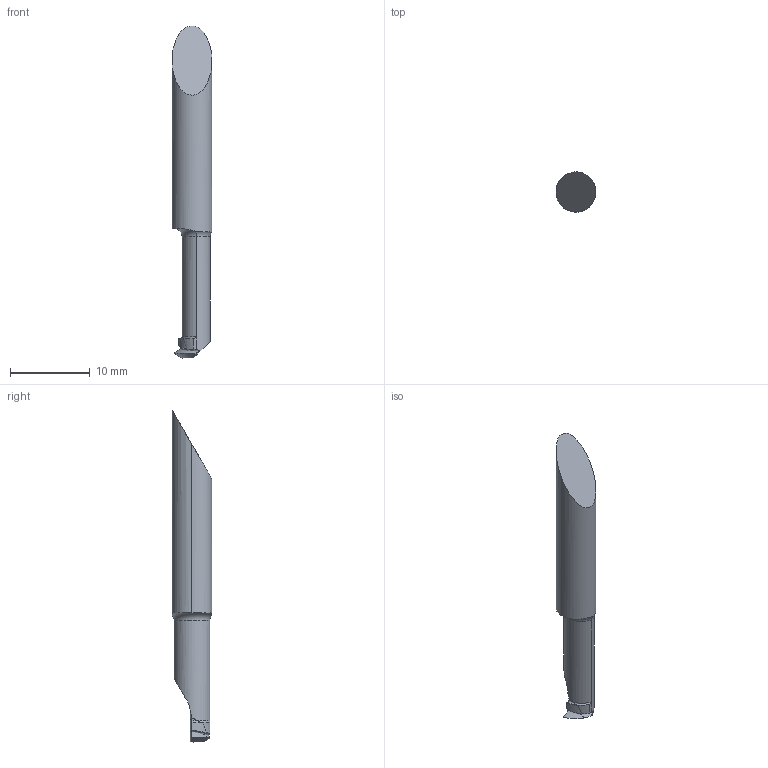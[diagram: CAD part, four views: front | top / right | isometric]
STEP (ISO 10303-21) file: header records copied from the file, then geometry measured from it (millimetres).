
FILE_DESCRIPTION(/* description */ (''),/* implementation_level */ '2;1');
FILE_NAME(/* name */ '1601373978907.stp',/* time_stamp */ '2020-09-29T15:36:27+05:00',/* author */ (''),/* organization */ ('SMS'),/* preprocessor_version */ 'ST-DEVELOPER v16.7',/* originating_system */ 'SIEMENS PLM Software NX 12.0',/* authorisation */ '');
FILE_SCHEMA (('AUTOMOTIVE_DESIGN { 1 0 10303 214 3 1 1 1 }'));
Length unit declared in the file: millimetre
Products named in the file (1): 203173753mod000_00
Bounding box: 5 x 5 x 41.58 mm (x, y, z)
Volume: 574.3 mm3; surface area: 576.7 mm2
Topology: 2 solids, 2 shells, 37 faces, 97 edges, 67 vertices
Faces by surface type: cylinder 14, plane 12, torus 6, bspline 4, cone 1
Entity records: 1784 total; most frequent: CARTESIAN_POINT 893, ORIENTED_EDGE 192, DIRECTION 146, EDGE_CURVE 96, VERTEX_POINT 63, AXIS2_PLACEMENT_3D 59, B_SPLINE_CURVE_WITH_KNOTS 39, ADVANCED_FACE 37
